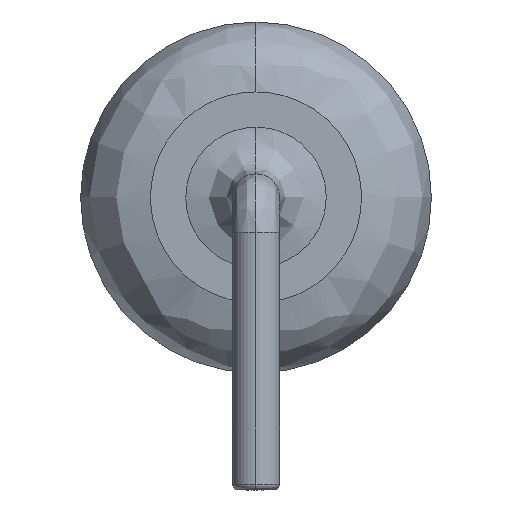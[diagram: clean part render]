
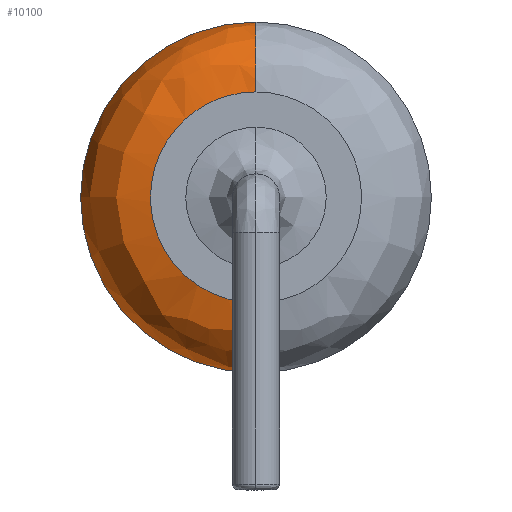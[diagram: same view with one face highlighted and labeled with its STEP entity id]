
A CAD part, left-side view. The second image highlights one B-rep face of the part: STEP entity #10100.
In plain terms, the highlighted free-form (B-spline) face has degree [3, 3] with [4, 4] control points.
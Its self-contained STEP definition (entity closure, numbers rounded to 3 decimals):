
#785 = CIRCLE ( 'NONE', #4578, 1.2 ) ;
#1065 = AXIS2_PLACEMENT_3D ( 'NONE', #7602, #12152, #1959 ) ;
#1133 = CARTESIAN_POINT ( 'NONE',  ( -7.55, 0., 4.83 ) ) ;
#1447 = CARTESIAN_POINT ( 'NONE',  ( -7.55, 6.02, 0.01 ) ) ;
#1959 = DIRECTION ( 'NONE',  ( 0., 0., -1. ) ) ;
#2252 =( BOUNDED_SURFACE ( )  B_SPLINE_SURFACE ( 3, 3, ( 
 ( #3808, #1447, #3533, #10351 ),
 ( #4716, #7148, #5895, #13743 ),
 ( #10489, #7002, #12741, #5745 ),
 ( #13810, #8043, #7072, #6942 ) ),
 .UNSPECIFIED., .F., .F., .T. ) 
 B_SPLINE_SURFACE_WITH_KNOTS ( ( 4, 4 ),
 ( 4, 4 ),
 ( 0., 1. ),
 ( 0., 1. ),
 .UNSPECIFIED. ) 
 GEOMETRIC_REPRESENTATION_ITEM ( )  RATIONAL_B_SPLINE_SURFACE ( (
 ( 1., 0.333, 0.333, 1.),
 ( 0.805, 0.268, 0.268, 0.805),
 ( 0.805, 0.268, 0.268, 0.805),
 ( 1., 0.333, 0.333, 1.) ) ) 
 REPRESENTATION_ITEM ( '' )  SURFACE ( )  );
#2640 = VERTEX_POINT ( 'NONE', #7559 ) ;
#3216 = EDGE_CURVE ( 'NONE', #7775, #11926, #785, .T. ) ;
#3531 = CARTESIAN_POINT ( 'NONE',  ( -8.75, 0., 4.83 ) ) ;
#3533 = CARTESIAN_POINT ( 'NONE',  ( -7.55, 6.02, 6.03 ) ) ;
#3808 = CARTESIAN_POINT ( 'NONE',  ( -7.55, 0., 0.01 ) ) ;
#4578 = AXIS2_PLACEMENT_3D ( 'NONE', #1133, #13479, #12359 ) ;
#4716 = CARTESIAN_POINT ( 'NONE',  ( -8.253, 0., 0.01 ) ) ;
#5374 = AXIS2_PLACEMENT_3D ( 'NONE', #9383, #14106, #13968 ) ;
#5442 = EDGE_LOOP ( 'NONE', ( #7099, #12238, #11442, #6880 ) ) ;
#5566 = CIRCLE ( 'NONE', #1065, 1.2 ) ;
#5745 = CARTESIAN_POINT ( 'NONE',  ( -8.75, 0., 5.533 ) ) ;
#5755 = EDGE_CURVE ( 'NONE', #8243, #2640, #5566, .T. ) ;
#5895 = CARTESIAN_POINT ( 'NONE',  ( -8.253, 6.02, 6.03 ) ) ;
#6805 =( BOUNDED_CURVE ( )  B_SPLINE_CURVE ( 3, ( #13807, #11417, #10204, #3531 ),
 .UNSPECIFIED., .F., .T. ) 
 B_SPLINE_CURVE_WITH_KNOTS ( ( 4, 4 ),
 ( 0., 1. ),
 .UNSPECIFIED. ) 
 CURVE ( )  GEOMETRIC_REPRESENTATION_ITEM ( )  RATIONAL_B_SPLINE_CURVE ( ( 1., 0.333, 0.333, 1. ) ) 
 REPRESENTATION_ITEM ( '' )  );
#6880 = ORIENTED_EDGE ( 'NONE', *, *, #13146, .T. ) ;
#6942 = CARTESIAN_POINT ( 'NONE',  ( -8.75, 0., 4.83 ) ) ;
#7002 = CARTESIAN_POINT ( 'NONE',  ( -8.75, 5.026, 0.507 ) ) ;
#7072 = CARTESIAN_POINT ( 'NONE',  ( -8.75, 3.62, 4.83 ) ) ;
#7099 = ORIENTED_EDGE ( 'NONE', *, *, #3216, .F. ) ;
#7148 = CARTESIAN_POINT ( 'NONE',  ( -8.253, 6.02, 0.01 ) ) ;
#7559 = CARTESIAN_POINT ( 'NONE',  ( -8.75, 0., 1.21 ) ) ;
#7602 = CARTESIAN_POINT ( 'NONE',  ( -7.55, 0., 1.21 ) ) ;
#7775 = VERTEX_POINT ( 'NONE', #11160 ) ;
#8043 = CARTESIAN_POINT ( 'NONE',  ( -8.75, 3.62, 1.21 ) ) ;
#8243 = VERTEX_POINT ( 'NONE', #13580 ) ;
#9383 = CARTESIAN_POINT ( 'NONE',  ( -7.55, 0., 3.02 ) ) ;
#9642 = CIRCLE ( 'NONE', #5374, 3.01 ) ;
#10100 = ADVANCED_FACE ( 'NONE', ( #10128 ), #2252, .T. ) ;
#10128 = FACE_OUTER_BOUND ( 'NONE', #5442, .T. ) ;
#10204 = CARTESIAN_POINT ( 'NONE',  ( -8.75, 3.62, 4.83 ) ) ;
#10351 = CARTESIAN_POINT ( 'NONE',  ( -7.55, 0., 6.03 ) ) ;
#10489 = CARTESIAN_POINT ( 'NONE',  ( -8.75, 0., 0.507 ) ) ;
#11025 = EDGE_CURVE ( 'NONE', #8243, #7775, #9642, .T. ) ;
#11133 = CARTESIAN_POINT ( 'NONE',  ( -8.75, 0., 4.83 ) ) ;
#11160 = CARTESIAN_POINT ( 'NONE',  ( -7.55, 0., 6.03 ) ) ;
#11417 = CARTESIAN_POINT ( 'NONE',  ( -8.75, 3.62, 1.21 ) ) ;
#11442 = ORIENTED_EDGE ( 'NONE', *, *, #5755, .T. ) ;
#11926 = VERTEX_POINT ( 'NONE', #11133 ) ;
#12152 = DIRECTION ( 'NONE',  ( 0., 1., 0. ) ) ;
#12238 = ORIENTED_EDGE ( 'NONE', *, *, #11025, .F. ) ;
#12359 = DIRECTION ( 'NONE',  ( 0., 0., 1. ) ) ;
#12741 = CARTESIAN_POINT ( 'NONE',  ( -8.75, 5.026, 5.533 ) ) ;
#13146 = EDGE_CURVE ( 'NONE', #2640, #11926, #6805, .T. ) ;
#13479 = DIRECTION ( 'NONE',  ( 0., -1., 0. ) ) ;
#13580 = CARTESIAN_POINT ( 'NONE',  ( -7.55, 0., 0.01 ) ) ;
#13743 = CARTESIAN_POINT ( 'NONE',  ( -8.253, 0., 6.03 ) ) ;
#13807 = CARTESIAN_POINT ( 'NONE',  ( -8.75, 0., 1.21 ) ) ;
#13810 = CARTESIAN_POINT ( 'NONE',  ( -8.75, 0., 1.21 ) ) ;
#13968 = DIRECTION ( 'NONE',  ( 0., 0., -1. ) ) ;
#14106 = DIRECTION ( 'NONE',  ( 1., 0., 0. ) ) ;
